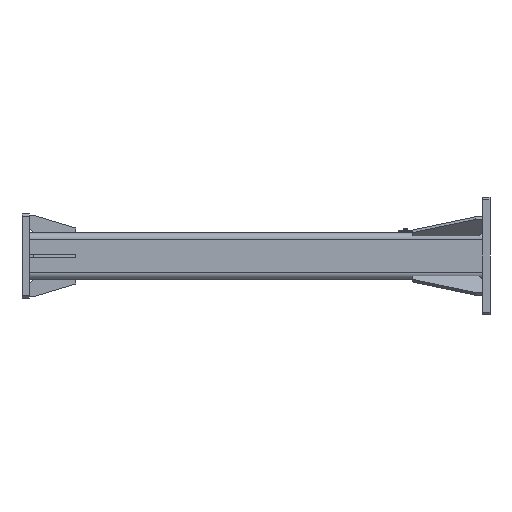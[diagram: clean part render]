
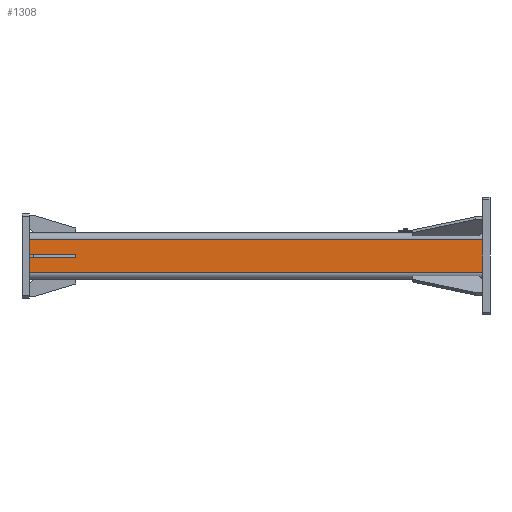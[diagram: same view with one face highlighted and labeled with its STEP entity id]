
A CAD part, left-side view. The second image highlights one B-rep face of the part: STEP entity #1308.
In plain terms, the highlighted planar face has unit normal (-1, 0, 0).
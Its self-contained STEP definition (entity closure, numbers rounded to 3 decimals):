
#1164 = EDGE_CURVE ( 'NONE', #1203, #1165, #3865, .T. ) ;
#1165 = VERTEX_POINT ( 'NONE', #3861 ) ;
#1176 = ORIENTED_EDGE ( 'NONE', *, *, #1164, .F. ) ;
#1177 = ORIENTED_EDGE ( 'NONE', *, *, #1246, .T. ) ;
#1203 = VERTEX_POINT ( 'NONE', #3978 ) ;
#1236 = EDGE_LOOP ( 'NONE', ( #1280, #1245, #1176, #1177 ) ) ;
#1238 = EDGE_CURVE ( 'NONE', #1165, #1299, #4181, .T. ) ;
#1245 = ORIENTED_EDGE ( 'NONE', *, *, #1238, .F. ) ;
#1246 = EDGE_CURVE ( 'NONE', #1203, #1298, #4188, .T. ) ;
#1280 = ORIENTED_EDGE ( 'NONE', *, *, #1281, .T. ) ;
#1281 = EDGE_CURVE ( 'NONE', #1298, #1299, #4053, .T. ) ;
#1298 = VERTEX_POINT ( 'NONE', #4175 ) ;
#1299 = VERTEX_POINT ( 'NONE', #4174 ) ;
#1308 = ADVANCED_FACE ( 'NONE', ( #4201 ), #4200, .F. ) ;
#3861 = CARTESIAN_POINT ( 'NONE',  ( -50., 970., 35. ) ) ;
#3862 = DIRECTION ( 'NONE',  ( 0., 0., 1. ) ) ;
#3863 = VECTOR ( 'NONE', #3862, 1000. ) ;
#3864 = CARTESIAN_POINT ( 'NONE',  ( -50., 970., 35. ) ) ;
#3865 = LINE ( 'NONE', #3864, #3863 ) ;
#3978 = CARTESIAN_POINT ( 'NONE',  ( -50., 970., -35. ) ) ;
#4050 = DIRECTION ( 'NONE',  ( 0., 0., 1. ) ) ;
#4051 = VECTOR ( 'NONE', #4050, 1000. ) ;
#4052 = CARTESIAN_POINT ( 'NONE',  ( -50., 0., 35. ) ) ;
#4053 = LINE ( 'NONE', #4052, #4051 ) ;
#4118 = DIRECTION ( 'NONE',  ( 0., -1., 0. ) ) ;
#4119 = VECTOR ( 'NONE', #4118, 1000. ) ;
#4120 = CARTESIAN_POINT ( 'NONE',  ( -50., 970., 35. ) ) ;
#4174 = CARTESIAN_POINT ( 'NONE',  ( -50., 0., 35. ) ) ;
#4175 = CARTESIAN_POINT ( 'NONE',  ( -50., 0., -35. ) ) ;
#4181 = LINE ( 'NONE', #4120, #4119 ) ;
#4185 = DIRECTION ( 'NONE',  ( 0., -1., 0. ) ) ;
#4186 = VECTOR ( 'NONE', #4185, 1000. ) ;
#4187 = CARTESIAN_POINT ( 'NONE',  ( -50., 970., -35. ) ) ;
#4188 = LINE ( 'NONE', #4187, #4186 ) ;
#4195 = DIRECTION ( 'NONE',  ( 0., 0., -1. ) ) ;
#4196 = DIRECTION ( 'NONE',  ( 1., 0., 0. ) ) ;
#4197 = AXIS2_PLACEMENT_3D ( 'NONE', #4199, #4196, #4195 ) ;
#4199 = CARTESIAN_POINT ( 'NONE',  ( -50., 970., 35. ) ) ;
#4200 = PLANE ( 'NONE',  #4197 ) ;
#4201 = FACE_OUTER_BOUND ( 'NONE', #1236, .T. ) ;
